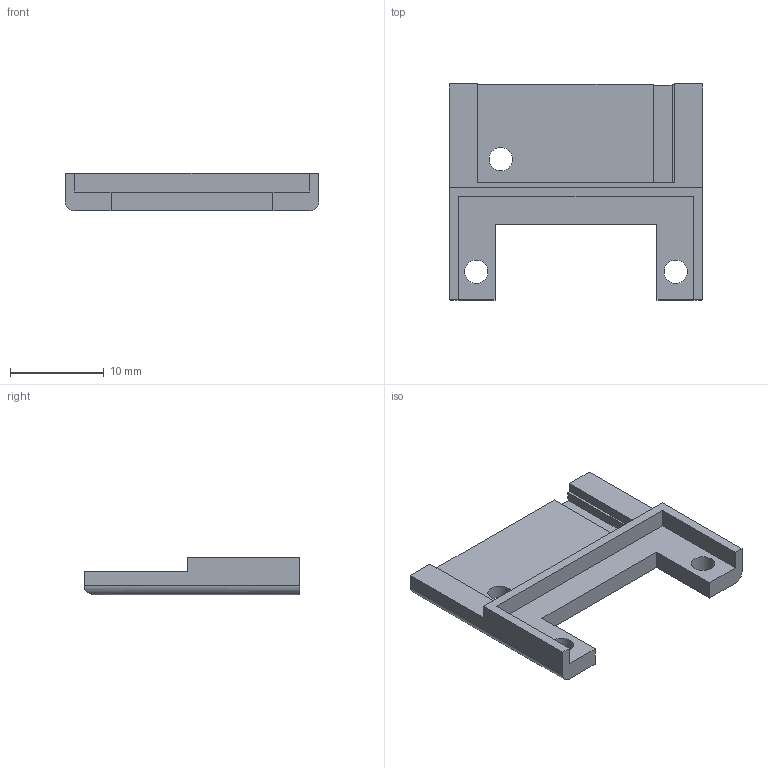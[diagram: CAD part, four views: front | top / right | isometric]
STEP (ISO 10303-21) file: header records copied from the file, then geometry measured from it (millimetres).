
FILE_DESCRIPTION(/* description */ (''),/* implementation_level */ '2;1');
FILE_NAME(/* name */ 'imu_mount.stp',/* time_stamp */ '2019-12-10T21:02:42+01:00',/* author */ ('Vadim'),/* organization */ (''),/* preprocessor_version */ 'ST-DEVELOPER v18',/* originating_system */ 'Autodesk Inventor 2020',/* authorisation */ '');
FILE_SCHEMA (('AUTOMOTIVE_DESIGN { 1 0 10303 214 3 1 1 }'));
Length unit declared in the file: millimetre
Products named in the file (1): imu_mount
Bounding box: 27 x 23 x 4 mm (x, y, z)
Volume: 928.6 mm3; surface area: 1432.3 mm2
Topology: 1 solids, 1 shells, 31 faces, 85 edges, 56 vertices
Faces by surface type: plane 25, cylinder 6
Full cylindrical faces by diameter (mm): 2.5 x3
Entity records: 1028 total; most frequent: CARTESIAN_POINT 173, ORIENTED_EDGE 170, DIRECTION 161, EDGE_CURVE 85, LINE 73, VECTOR 73, VERTEX_POINT 56, AXIS2_PLACEMENT_3D 44
